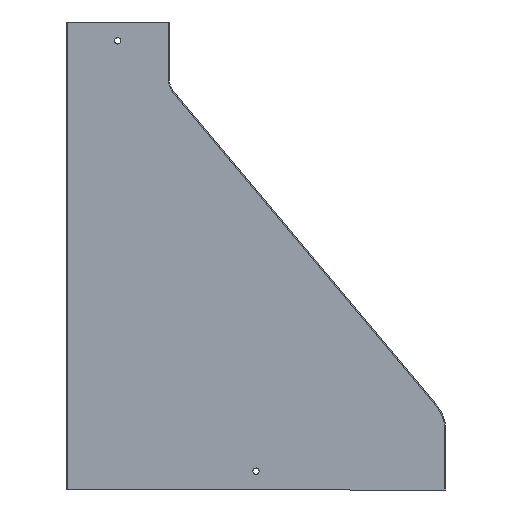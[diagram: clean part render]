
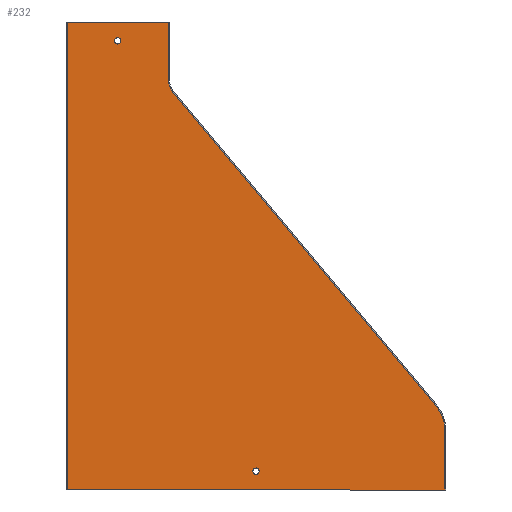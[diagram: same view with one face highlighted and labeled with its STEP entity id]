
A CAD part, front view. The second image highlights one B-rep face of the part: STEP entity #232.
In plain terms, the highlighted planar face has unit normal (0, -1, 0).
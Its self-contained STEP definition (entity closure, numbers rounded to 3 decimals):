
#2 = ORIENTED_EDGE ( 'NONE', *, *, #218, .T. ) ;
#3 = ORIENTED_EDGE ( 'NONE', *, *, #379, .F. ) ;
#22 = VERTEX_POINT ( 'NONE', #653 ) ;
#23 = VERTEX_POINT ( 'NONE', #697 ) ;
#24 = VERTEX_POINT ( 'NONE', #690 ) ;
#25 = VERTEX_POINT ( 'NONE', #684 ) ;
#26 = VERTEX_POINT ( 'NONE', #651 ) ;
#27 = VERTEX_POINT ( 'NONE', #674 ) ;
#28 = VERTEX_POINT ( 'NONE', #665 ) ;
#29 = VERTEX_POINT ( 'NONE', #686 ) ;
#126 = AXIS2_PLACEMENT_3D ( 'NONE', #259, #292, #294 ) ;
#140 = VERTEX_POINT ( 'NONE', #466 ) ;
#142 = VERTEX_POINT ( 'NONE', #485 ) ;
#144 = VECTOR ( 'NONE', #488, 1000. ) ;
#148 = LINE ( 'NONE', #475, #144 ) ;
#152 = VECTOR ( 'NONE', #465, 1000. ) ;
#153 = CIRCLE ( 'NONE', #402, 2.5 ) ;
#156 = CIRCLE ( 'NONE', #406, 2.5 ) ;
#157 = LINE ( 'NONE', #477, #166 ) ;
#159 = VECTOR ( 'NONE', #456, 1000. ) ;
#160 = LINE ( 'NONE', #453, #152 ) ;
#166 = VECTOR ( 'NONE', #454, 1000. ) ;
#178 = LINE ( 'NONE', #481, #159 ) ;
#206 = EDGE_CURVE ( 'NONE', #29, #26, #578, .T. ) ;
#211 = EDGE_CURVE ( 'NONE', #24, #23, #570, .T. ) ;
#212 = EDGE_CURVE ( 'NONE', #28, #24, #575, .T. ) ;
#218 = EDGE_CURVE ( 'NONE', #25, #23, #569, .T. ) ;
#232 = ADVANCED_FACE ( 'NONE', ( #536, #533, #540 ), #258, .F. ) ;
#245 = CARTESIAN_POINT ( 'NONE',  ( 302., 0., -372. ) ) ;
#258 = PLANE ( 'NONE',  #126 ) ;
#259 = CARTESIAN_POINT ( 'NONE',  ( 100., 0., -44.803 ) ) ;
#260 = CARTESIAN_POINT ( 'NONE',  ( 270., 0., -325.012 ) ) ;
#278 = DIRECTION ( 'NONE',  ( 1., 0., 0. ) ) ;
#292 = DIRECTION ( 'NONE',  ( 0., 1., 0. ) ) ;
#294 = DIRECTION ( 'NONE',  ( 0., 0., 1. ) ) ;
#316 = DIRECTION ( 'NONE',  ( 0., 1., 0. ) ) ;
#334 = DIRECTION ( 'NONE',  ( 0., 0., 1. ) ) ;
#348 = AXIS2_PLACEMENT_3D ( 'NONE', #260, #316, #334 ) ;
#352 = AXIS2_PLACEMENT_3D ( 'NONE', #642, #672, #691 ) ;
#373 = EDGE_CURVE ( 'NONE', #140, #140, #156, .T. ) ;
#374 = EDGE_CURVE ( 'NONE', #26, #28, #178, .T. ) ;
#375 = EDGE_CURVE ( 'NONE', #22, #29, #157, .T. ) ;
#376 = EDGE_CURVE ( 'NONE', #22, #27, #160, .T. ) ;
#377 = EDGE_CURVE ( 'NONE', #142, #142, #153, .T. ) ;
#379 = EDGE_CURVE ( 'NONE', #25, #27, #148, .T. ) ;
#402 = AXIS2_PLACEMENT_3D ( 'NONE', #450, #448, #446 ) ;
#406 = AXIS2_PLACEMENT_3D ( 'NONE', #472, #471, #458 ) ;
#446 = DIRECTION ( 'NONE',  ( 0., 0., 1. ) ) ;
#448 = DIRECTION ( 'NONE',  ( 0., -1., 0. ) ) ;
#450 = CARTESIAN_POINT ( 'NONE',  ( 41., 0., -15. ) ) ;
#453 = CARTESIAN_POINT ( 'NONE',  ( 82., 0., 0. ) ) ;
#454 = DIRECTION ( 'NONE',  ( 0., 0., -1. ) ) ;
#456 = DIRECTION ( 'NONE',  ( 0.643, 0., -0.766 ) ) ;
#458 = DIRECTION ( 'NONE',  ( 0., 0., 1. ) ) ;
#465 = DIRECTION ( 'NONE',  ( -1., 0., 0. ) ) ;
#466 = CARTESIAN_POINT ( 'NONE',  ( 151., 0., -354.5 ) ) ;
#471 = DIRECTION ( 'NONE',  ( 0., -1., 0. ) ) ;
#472 = CARTESIAN_POINT ( 'NONE',  ( 151., 0., -357. ) ) ;
#475 = CARTESIAN_POINT ( 'NONE',  ( 0.8, 0., -44.803 ) ) ;
#477 = CARTESIAN_POINT ( 'NONE',  ( 81.2, 0., -44.803 ) ) ;
#481 = CARTESIAN_POINT ( 'NONE',  ( 85.603, 0., -56.893 ) ) ;
#485 = CARTESIAN_POINT ( 'NONE',  ( 41., 0., -12.5 ) ) ;
#488 = DIRECTION ( 'NONE',  ( 0., 0., 1. ) ) ;
#533 = FACE_OUTER_BOUND ( 'NONE', #615, .T. ) ;
#536 = FACE_BOUND ( 'NONE', #598, .T. ) ;
#540 = FACE_BOUND ( 'NONE', #612, .T. ) ;
#556 = VECTOR ( 'NONE', #278, 1000. ) ;
#568 = VECTOR ( 'NONE', #656, 1000. ) ;
#569 = LINE ( 'NONE', #245, #556 ) ;
#570 = LINE ( 'NONE', #659, #568 ) ;
#575 = CIRCLE ( 'NONE', #348, 31.2 ) ;
#578 = CIRCLE ( 'NONE', #352, 18.8 ) ;
#598 = EDGE_LOOP ( 'NONE', ( #635 ) ) ;
#612 = EDGE_LOOP ( 'NONE', ( #624 ) ) ;
#615 = EDGE_LOOP ( 'NONE', ( #3, #2, #634, #633, #632, #623, #622, #631 ) ) ;
#622 = ORIENTED_EDGE ( 'NONE', *, *, #375, .F. ) ;
#623 = ORIENTED_EDGE ( 'NONE', *, *, #206, .F. ) ;
#624 = ORIENTED_EDGE ( 'NONE', *, *, #373, .F. ) ;
#631 = ORIENTED_EDGE ( 'NONE', *, *, #376, .T. ) ;
#632 = ORIENTED_EDGE ( 'NONE', *, *, #374, .F. ) ;
#633 = ORIENTED_EDGE ( 'NONE', *, *, #212, .F. ) ;
#634 = ORIENTED_EDGE ( 'NONE', *, *, #211, .F. ) ;
#635 = ORIENTED_EDGE ( 'NONE', *, *, #377, .F. ) ;
#642 = CARTESIAN_POINT ( 'NONE',  ( 100., 0., -44.803 ) ) ;
#651 = CARTESIAN_POINT ( 'NONE',  ( 85.603, 0., -56.893 ) ) ;
#653 = CARTESIAN_POINT ( 'NONE',  ( 81.2, 0., 0. ) ) ;
#656 = DIRECTION ( 'NONE',  ( 0., 0., -1. ) ) ;
#659 = CARTESIAN_POINT ( 'NONE',  ( 301.2, 0., -44.803 ) ) ;
#665 = CARTESIAN_POINT ( 'NONE',  ( 293.894, 0., -304.948 ) ) ;
#672 = DIRECTION ( 'NONE',  ( 0., -1., 0. ) ) ;
#674 = CARTESIAN_POINT ( 'NONE',  ( 0.8, 0., 0. ) ) ;
#684 = CARTESIAN_POINT ( 'NONE',  ( 0.8, 0., -372. ) ) ;
#686 = CARTESIAN_POINT ( 'NONE',  ( 81.2, 0., -44.803 ) ) ;
#690 = CARTESIAN_POINT ( 'NONE',  ( 301.2, 0., -325.012 ) ) ;
#691 = DIRECTION ( 'NONE',  ( 0., 0., 1. ) ) ;
#697 = CARTESIAN_POINT ( 'NONE',  ( 301.2, 0., -372. ) ) ;
